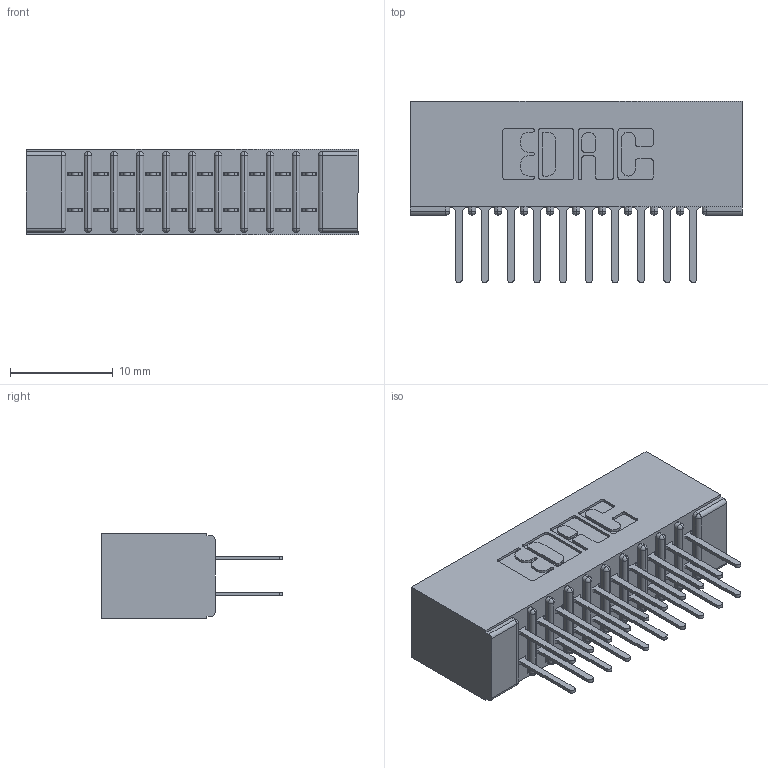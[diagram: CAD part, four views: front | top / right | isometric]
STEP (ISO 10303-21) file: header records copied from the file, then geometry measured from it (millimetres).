
FILE_DESCRIPTION (( 'STEP AP203' ), '1' );
FILE_NAME ('391-020-521-201.STEP', '2018-08-08T18:47:45', ( '' ), ( '' ), 'SwSTEP 2.0', 'SolidWorks 2016', '' );
FILE_SCHEMA (( 'CONFIG_CONTROL_DESIGN' ));
Length unit declared in the file: inch
Products named in the file (3): 341 Part_No Mounting Lugs; 341-292-001_341-292-121; 391-020-521-201
Assembly tree (21 placements, depth 2):
  391-020-521-201
    341 Part_No Mounting Lugs
    341-292-001_341-292-121  x20
Bounding box: 32.38 x 17.7 x 8.38 mm (x, y, z)
Volume: 2020.4 mm3; surface area: 4228.9 mm2
Topology: 21 solids, 21 shells, 1428 faces, 4122 edges, 2670 vertices
Faces by surface type: plane 864, cylinder 524, sphere 22, torus 18
Entity records: 16087 total; most frequent: CARTESIAN_POINT 2674, ORIENTED_EDGE 2652, DIRECTION 2616, EDGE_CURVE 1326, VECTOR 1040, LINE 1040, VERTEX_POINT 846, AXIS2_PLACEMENT_3D 788
